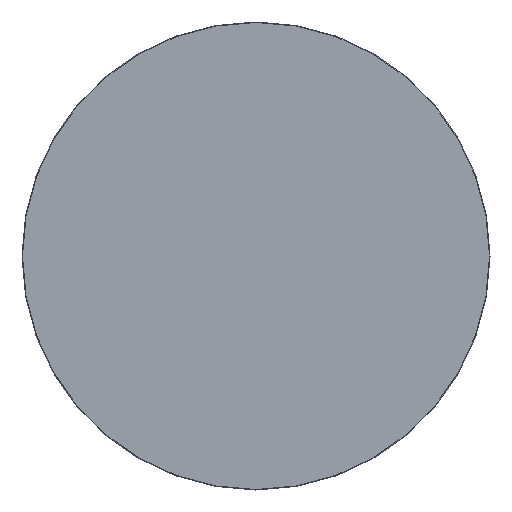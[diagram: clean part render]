
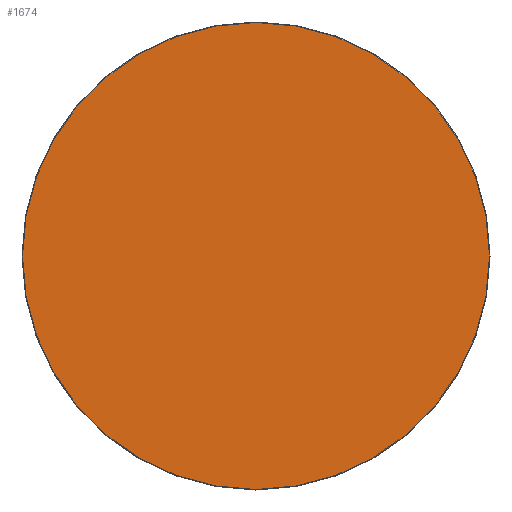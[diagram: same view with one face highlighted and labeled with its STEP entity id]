
A CAD part, left-side view. The second image highlights one B-rep face of the part: STEP entity #1674.
In plain terms, the highlighted planar face has unit normal (-1, 0, 0).
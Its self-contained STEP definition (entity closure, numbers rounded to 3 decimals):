
#19 = EDGE_CURVE ( 'NONE', #1903, #1889, #1756, .T. ) ;
#118 = CARTESIAN_POINT ( 'NONE',  ( 0., 0., 0. ) ) ;
#154 = CARTESIAN_POINT ( 'NONE',  ( 0., 0., 0. ) ) ;
#464 = DIRECTION ( 'NONE',  ( -1., 0., 0. ) ) ;
#484 = PLANE ( 'NONE',  #1313 ) ;
#652 = DIRECTION ( 'NONE',  ( 0., 0., 1. ) ) ;
#716 = CARTESIAN_POINT ( 'NONE',  ( 0., 0., -129.7 ) ) ;
#726 = ORIENTED_EDGE ( 'NONE', *, *, #1309, .T. ) ;
#974 = ORIENTED_EDGE ( 'NONE', *, *, #19, .T. ) ;
#1029 = DIRECTION ( 'NONE',  ( 0., 0., 1. ) ) ;
#1031 = AXIS2_PLACEMENT_3D ( 'NONE', #1509, #1504, #1029 ) ;
#1033 = AXIS2_PLACEMENT_3D ( 'NONE', #118, #464, #652 ) ;
#1128 = DIRECTION ( 'NONE',  ( 0., 0., -1. ) ) ;
#1309 = EDGE_CURVE ( 'NONE', #1889, #1903, #1942, .T. ) ;
#1313 = AXIS2_PLACEMENT_3D ( 'NONE', #154, #2097, #1128 ) ;
#1354 = CARTESIAN_POINT ( 'NONE',  ( 0., 0., 129.7 ) ) ;
#1504 = DIRECTION ( 'NONE',  ( -1., 0., 0. ) ) ;
#1509 = CARTESIAN_POINT ( 'NONE',  ( 0., 0., 0. ) ) ;
#1674 = ADVANCED_FACE ( 'NONE', ( #1818 ), #484, .F. ) ;
#1756 = CIRCLE ( 'NONE', #1033, 129.7 ) ;
#1818 = FACE_OUTER_BOUND ( 'NONE', #1894, .T. ) ;
#1889 = VERTEX_POINT ( 'NONE', #716 ) ;
#1894 = EDGE_LOOP ( 'NONE', ( #726, #974 ) ) ;
#1903 = VERTEX_POINT ( 'NONE', #1354 ) ;
#1942 = CIRCLE ( 'NONE', #1031, 129.7 ) ;
#2097 = DIRECTION ( 'NONE',  ( 1., 0., 0. ) ) ;
